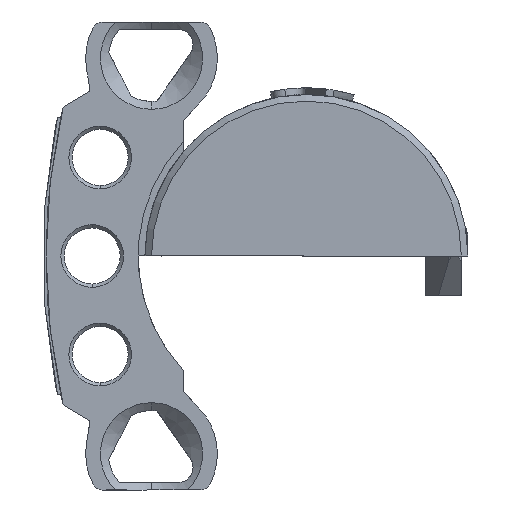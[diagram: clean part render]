
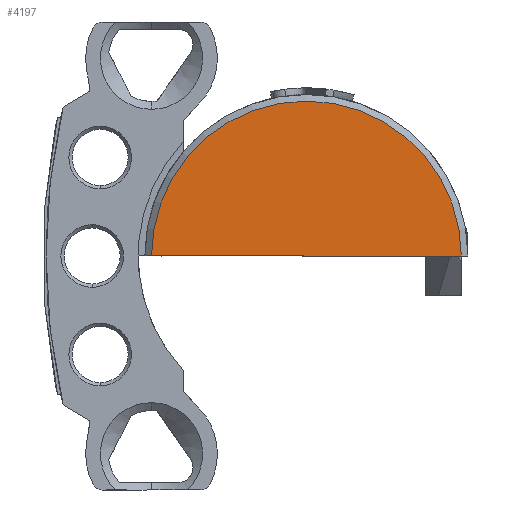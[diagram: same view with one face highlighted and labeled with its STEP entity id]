
A CAD part, left-side view. The second image highlights one B-rep face of the part: STEP entity #4197.
In plain terms, the highlighted planar face has unit normal (-1, 0, 0).
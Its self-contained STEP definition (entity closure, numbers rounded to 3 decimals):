
#735 = FACE_OUTER_BOUND ( 'NONE', #2284, .T. ) ;
#900 = CIRCLE ( 'NONE', #1694, 4.7 ) ;
#1254 = CARTESIAN_POINT ( 'NONE',  ( -0.3, 0., 0. ) ) ;
#1506 = EDGE_CURVE ( 'NONE', #3388, #5914, #4510, .T. ) ;
#1694 = AXIS2_PLACEMENT_3D ( 'NONE', #1254, #4277, #7321 ) ;
#2009 = ORIENTED_EDGE ( 'NONE', *, *, #8153, .T. ) ;
#2223 = DIRECTION ( 'NONE',  ( 1., 0., 0. ) ) ;
#2284 = EDGE_LOOP ( 'NONE', ( #8060, #2009 ) ) ;
#3053 = PLANE ( 'NONE',  #8014 ) ;
#3388 = VERTEX_POINT ( 'NONE', #8745 ) ;
#3907 = DIRECTION ( 'NONE',  ( 0., 1., 0. ) ) ;
#4038 = CARTESIAN_POINT ( 'NONE',  ( -0.3, 4.7, 0. ) ) ;
#4197 = ADVANCED_FACE ( 'NONE', ( #735 ), #3053, .F. ) ;
#4277 = DIRECTION ( 'NONE',  ( -1., 0., 0. ) ) ;
#4510 = LINE ( 'NONE', #7589, #6944 ) ;
#5914 = VERTEX_POINT ( 'NONE', #4038 ) ;
#6828 = DIRECTION ( 'NONE',  ( 0., 0., -1. ) ) ;
#6944 = VECTOR ( 'NONE', #3907, 1000. ) ;
#7321 = DIRECTION ( 'NONE',  ( 0., 0., -1. ) ) ;
#7589 = CARTESIAN_POINT ( 'NONE',  ( -0.3, 0., 0. ) ) ;
#8014 = AXIS2_PLACEMENT_3D ( 'NONE', #9022, #2223, #6828 ) ;
#8060 = ORIENTED_EDGE ( 'NONE', *, *, #1506, .F. ) ;
#8153 = EDGE_CURVE ( 'NONE', #3388, #5914, #900, .T. ) ;
#8745 = CARTESIAN_POINT ( 'NONE',  ( -0.3, -4.7, 0. ) ) ;
#9022 = CARTESIAN_POINT ( 'NONE',  ( -0.3, 0., 0. ) ) ;
